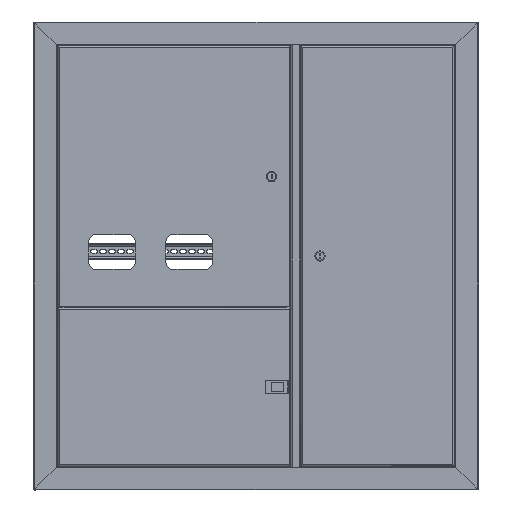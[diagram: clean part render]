
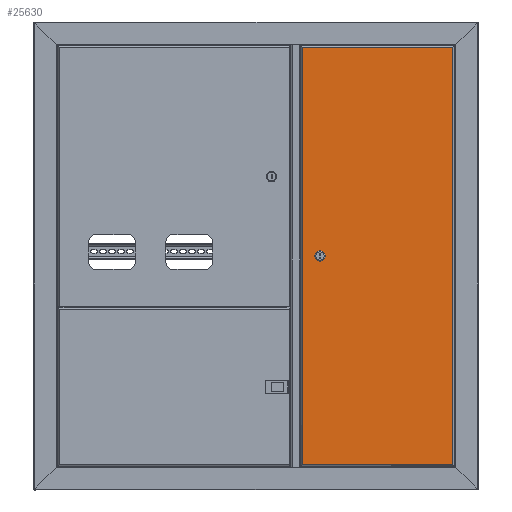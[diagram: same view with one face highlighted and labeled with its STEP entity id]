
A CAD part, top view. The second image highlights one B-rep face of the part: STEP entity #25630.
In plain terms, the highlighted planar face has unit normal (0, 0, 1).
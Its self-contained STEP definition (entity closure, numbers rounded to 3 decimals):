
#841 = ORIENTED_EDGE ( 'NONE', *, *, #36070, .F. ) ;
#911 = CARTESIAN_POINT ( 'NONE',  ( 451.849, 48.5, 0. ) ) ;
#1872 = CARTESIAN_POINT ( 'NONE',  ( 1.7, 324.293, 0. ) ) ;
#1920 = VERTEX_POINT ( 'NONE', #43245 ) ;
#2139 = EDGE_LOOP ( 'NONE', ( #26352, #45063, #22200, #25461 ) ) ;
#3688 = VECTOR ( 'NONE', #35439, 1000. ) ;
#4443 = DIRECTION ( 'NONE',  ( -1., 0., 0. ) ) ;
#4459 = CARTESIAN_POINT ( 'NONE',  ( 451.849, 31.5, 0. ) ) ;
#5511 = LINE ( 'NONE', #911, #16729 ) ;
#7532 = AXIS2_PLACEMENT_3D ( 'NONE', #16316, #28175, #4443 ) ;
#7599 = VERTEX_POINT ( 'NONE', #10782 ) ;
#8291 = LINE ( 'NONE', #28741, #34633 ) ;
#8534 = CARTESIAN_POINT ( 'NONE',  ( 894.7, 324., 0. ) ) ;
#9087 = DIRECTION ( 'NONE',  ( -1., 0., 0. ) ) ;
#9092 = DIRECTION ( 'NONE',  ( 1., 0., 0. ) ) ;
#9773 = CARTESIAN_POINT ( 'NONE',  ( 1.7, 1.7, 0. ) ) ;
#10445 = VERTEX_POINT ( 'NONE', #9773 ) ;
#10782 = CARTESIAN_POINT ( 'NONE',  ( 444.551, 31.5, 0. ) ) ;
#12506 = AXIS2_PLACEMENT_3D ( 'NONE', #51717, #19900, #14788 ) ;
#13747 = DIRECTION ( 'NONE',  ( 0., 1., 0. ) ) ;
#14788 = DIRECTION ( 'NONE',  ( 1., 0., 0. ) ) ;
#16316 = CARTESIAN_POINT ( 'NONE',  ( 0., 325.7, 0. ) ) ;
#16729 = VECTOR ( 'NONE', #41362, 1000. ) ;
#17234 = CARTESIAN_POINT ( 'NONE',  ( 894.7, 0., 0. ) ) ;
#17777 = CARTESIAN_POINT ( 'NONE',  ( 451.849, 48.5, 0. ) ) ;
#18271 = CARTESIAN_POINT ( 'NONE',  ( 444.551, 48.5, 0. ) ) ;
#18417 = LINE ( 'NONE', #34621, #3688 ) ;
#18432 = EDGE_CURVE ( 'NONE', #50286, #48742, #22107, .T. ) ;
#18500 = EDGE_CURVE ( 'NONE', #1920, #10445, #38804, .T. ) ;
#18600 = CIRCLE ( 'NONE', #47930, 9.25 ) ;
#19375 = LINE ( 'NONE', #44162, #27452 ) ;
#19833 = FACE_BOUND ( 'NONE', #24845, .T. ) ;
#19900 = DIRECTION ( 'NONE',  ( 0., 0., 1. ) ) ;
#19949 = VECTOR ( 'NONE', #13747, 1000. ) ;
#20977 = EDGE_CURVE ( 'NONE', #39988, #42061, #5511, .T. ) ;
#22074 = VERTEX_POINT ( 'NONE', #29883 ) ;
#22107 = LINE ( 'NONE', #17234, #19949 ) ;
#22200 = ORIENTED_EDGE ( 'NONE', *, *, #31875, .T. ) ;
#22229 = EDGE_CURVE ( 'NONE', #22074, #39988, #41662, .T. ) ;
#24266 = VECTOR ( 'NONE', #27920, 1000. ) ;
#24845 = EDGE_LOOP ( 'NONE', ( #50562, #43436, #37176, #32321, #841 ) ) ;
#24869 = AXIS2_PLACEMENT_3D ( 'NONE', #50072, #42236, #9092 ) ;
#25461 = ORIENTED_EDGE ( 'NONE', *, *, #18500, .T. ) ;
#25630 = ADVANCED_FACE ( 'NONE', ( #19833, #31973 ), #32762, .F. ) ;
#26352 = ORIENTED_EDGE ( 'NONE', *, *, #27329, .T. ) ;
#27329 = EDGE_CURVE ( 'NONE', #10445, #50286, #19375, .T. ) ;
#27452 = VECTOR ( 'NONE', #36116, 1000. ) ;
#27920 = DIRECTION ( 'NONE',  ( 0., -1., 0. ) ) ;
#28175 = DIRECTION ( 'NONE',  ( 0., 0., -1. ) ) ;
#28624 = DIRECTION ( 'NONE',  ( 0., 0., 1. ) ) ;
#28741 = CARTESIAN_POINT ( 'NONE',  ( 894.993, 324., 0. ) ) ;
#29101 = VERTEX_POINT ( 'NONE', #4459 ) ;
#29883 = CARTESIAN_POINT ( 'NONE',  ( 457.45, 40., 0. ) ) ;
#31875 = EDGE_CURVE ( 'NONE', #48742, #1920, #8291, .T. ) ;
#31930 = CARTESIAN_POINT ( 'NONE',  ( 448.2, 40., 0. ) ) ;
#31973 = FACE_OUTER_BOUND ( 'NONE', #2139, .T. ) ;
#32321 = ORIENTED_EDGE ( 'NONE', *, *, #44289, .F. ) ;
#32762 = PLANE ( 'NONE',  #7532 ) ;
#34621 = CARTESIAN_POINT ( 'NONE',  ( 451.849, 31.5, 0. ) ) ;
#34633 = VECTOR ( 'NONE', #9087, 1000. ) ;
#35439 = DIRECTION ( 'NONE',  ( 1., 0., 0. ) ) ;
#36070 = EDGE_CURVE ( 'NONE', #42061, #7599, #18600, .T. ) ;
#36116 = DIRECTION ( 'NONE',  ( 1., 0., 0. ) ) ;
#37176 = ORIENTED_EDGE ( 'NONE', *, *, #52422, .F. ) ;
#38804 = LINE ( 'NONE', #1872, #24266 ) ;
#39988 = VERTEX_POINT ( 'NONE', #17777 ) ;
#41362 = DIRECTION ( 'NONE',  ( -1., 0., 0. ) ) ;
#41662 = CIRCLE ( 'NONE', #12506, 9.25 ) ;
#42061 = VERTEX_POINT ( 'NONE', #18271 ) ;
#42236 = DIRECTION ( 'NONE',  ( 0., 0., 1. ) ) ;
#43245 = CARTESIAN_POINT ( 'NONE',  ( 1.7, 324., 0. ) ) ;
#43436 = ORIENTED_EDGE ( 'NONE', *, *, #22229, .F. ) ;
#44162 = CARTESIAN_POINT ( 'NONE',  ( 1.7, 1.7, 0. ) ) ;
#44289 = EDGE_CURVE ( 'NONE', #7599, #29101, #18417, .T. ) ;
#44329 = DIRECTION ( 'NONE',  ( 1., 0., 0. ) ) ;
#44827 = CARTESIAN_POINT ( 'NONE',  ( 894.7, 1.7, 0. ) ) ;
#45063 = ORIENTED_EDGE ( 'NONE', *, *, #18432, .T. ) ;
#47930 = AXIS2_PLACEMENT_3D ( 'NONE', #31930, #28624, #44329 ) ;
#48134 = CIRCLE ( 'NONE', #24869, 9.25 ) ;
#48742 = VERTEX_POINT ( 'NONE', #8534 ) ;
#50072 = CARTESIAN_POINT ( 'NONE',  ( 448.2, 40., 0. ) ) ;
#50286 = VERTEX_POINT ( 'NONE', #44827 ) ;
#50562 = ORIENTED_EDGE ( 'NONE', *, *, #20977, .F. ) ;
#51717 = CARTESIAN_POINT ( 'NONE',  ( 448.2, 40., 0. ) ) ;
#52422 = EDGE_CURVE ( 'NONE', #29101, #22074, #48134, .T. ) ;
